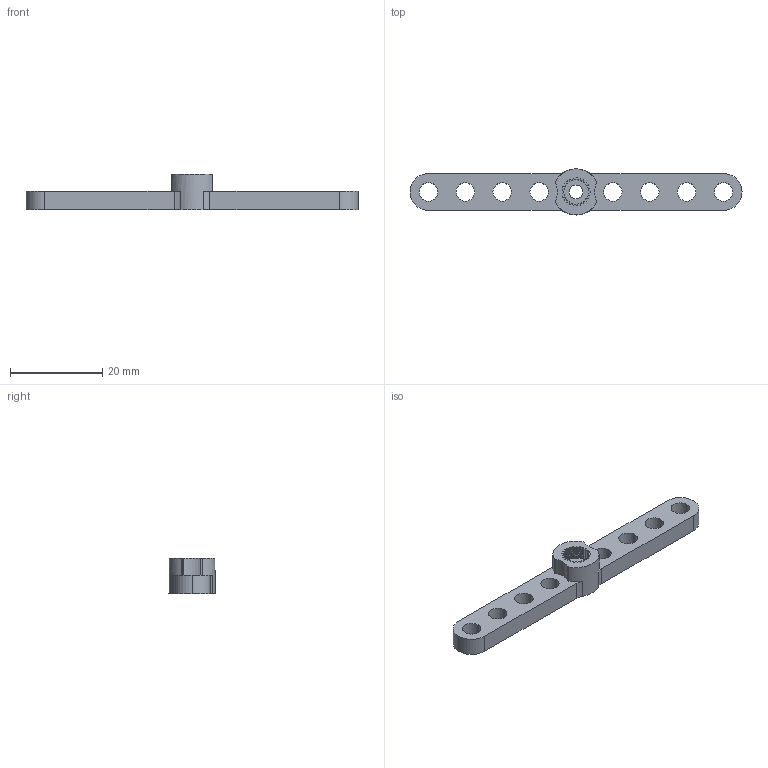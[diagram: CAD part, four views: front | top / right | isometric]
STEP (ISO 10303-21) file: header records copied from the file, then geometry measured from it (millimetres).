
FILE_DESCRIPTION (( 'STEP AP203' ), '1' );
FILE_NAME ('1902-0025-0204.STEP', '2017-04-13T14:16:04', ( '' ), ( '' ), 'SwSTEP 2.0', 'SolidWorks 2016', '' );
FILE_SCHEMA (( 'CONFIG_CONTROL_DESIGN' ));
Length unit declared in the file: millimetre
Products named in the file (1): 1902-0025-0204
Bounding box: 72 x 10 x 7.75 mm (x, y, z)
Volume: 1930.5 mm3; surface area: 2265.9 mm2
Topology: 1 solids, 1 shells, 151 faces, 438 edges, 292 vertices
Faces by surface type: cylinder 90, plane 61
Entity records: 5169 total; most frequent: DIRECTION 926, CARTESIAN_POINT 882, ORIENTED_EDGE 876, EDGE_CURVE 438, AXIS2_PLACEMENT_3D 336, VERTEX_POINT 292, VECTOR 254, LINE 254
